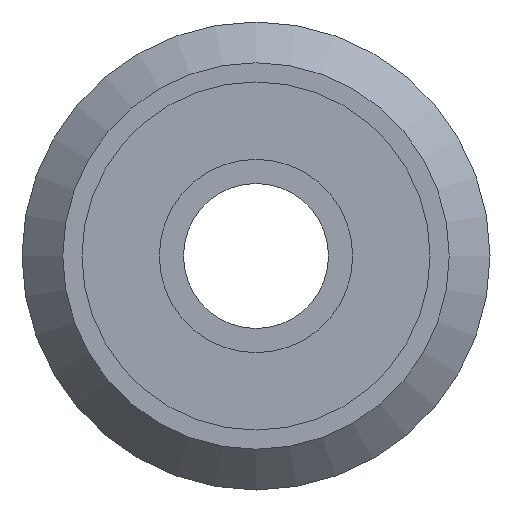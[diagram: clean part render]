
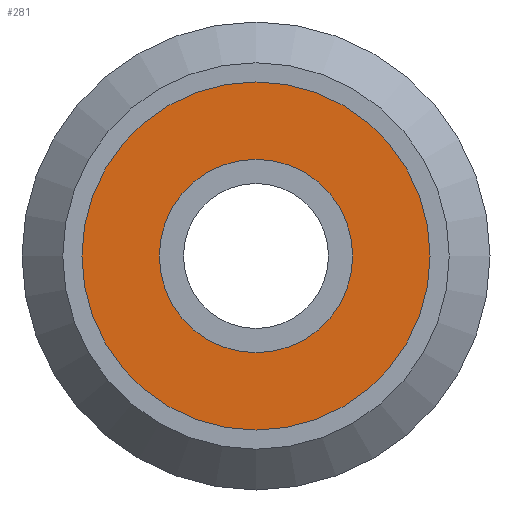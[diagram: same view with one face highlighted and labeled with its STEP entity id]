
A CAD part, front view. The second image highlights one B-rep face of the part: STEP entity #281.
In plain terms, the highlighted planar face has unit normal (0, -1, 0).
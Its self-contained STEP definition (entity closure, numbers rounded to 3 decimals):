
#20=FACE_BOUND('',#66,.T.);
#26=PLANE('',#346);
#45=FACE_OUTER_BOUND('',#65,.T.);
#65=EDGE_LOOP('',(#258,#259));
#66=EDGE_LOOP('',(#260,#261));
#86=CIRCLE('',#304,6.35);
#87=CIRCLE('',#305,6.35);
#89=CIRCLE('',#308,11.43);
#92=CIRCLE('',#311,11.43);
#117=VERTEX_POINT('',#453);
#118=VERTEX_POINT('',#455);
#119=VERTEX_POINT('',#460);
#120=VERTEX_POINT('',#461);
#147=EDGE_CURVE('',#118,#117,#86,.T.);
#148=EDGE_CURVE('',#117,#118,#87,.T.);
#150=EDGE_CURVE('',#119,#120,#89,.T.);
#154=EDGE_CURVE('',#120,#119,#92,.T.);
#258=ORIENTED_EDGE('',*,*,#150,.F.);
#259=ORIENTED_EDGE('',*,*,#154,.F.);
#260=ORIENTED_EDGE('',*,*,#147,.T.);
#261=ORIENTED_EDGE('',*,*,#148,.T.);
#281=ADVANCED_FACE('',(#45,#20),#26,.T.);
#304=AXIS2_PLACEMENT_3D('',#456,#354,#355);
#305=AXIS2_PLACEMENT_3D('',#457,#356,#357);
#308=AXIS2_PLACEMENT_3D('',#462,#362,#363);
#311=AXIS2_PLACEMENT_3D('',#468,#369,#370);
#346=AXIS2_PLACEMENT_3D('',#532,#446,#447);
#354=DIRECTION('center_axis',(0.,1.,0.));
#355=DIRECTION('ref_axis',(0.,0.,1.));
#356=DIRECTION('center_axis',(0.,1.,0.));
#357=DIRECTION('ref_axis',(0.,0.,1.));
#362=DIRECTION('center_axis',(0.,1.,0.));
#363=DIRECTION('ref_axis',(0.,0.,1.));
#369=DIRECTION('center_axis',(0.,1.,0.));
#370=DIRECTION('ref_axis',(0.,0.,1.));
#446=DIRECTION('center_axis',(0.,-1.,0.));
#447=DIRECTION('ref_axis',(0.,0.,1.));
#453=CARTESIAN_POINT('',(0.,-5.296,6.35));
#455=CARTESIAN_POINT('',(0.,-5.296,-6.35));
#456=CARTESIAN_POINT('Origin',(0.,-5.296,0.));
#457=CARTESIAN_POINT('Origin',(0.,-5.296,0.));
#460=CARTESIAN_POINT('',(0.,-5.296,-11.43));
#461=CARTESIAN_POINT('',(0.,-5.296,11.43));
#462=CARTESIAN_POINT('Origin',(0.,-5.296,0.));
#468=CARTESIAN_POINT('Origin',(0.,-5.296,0.));
#532=CARTESIAN_POINT('Origin',(0.,-5.296,0.));
